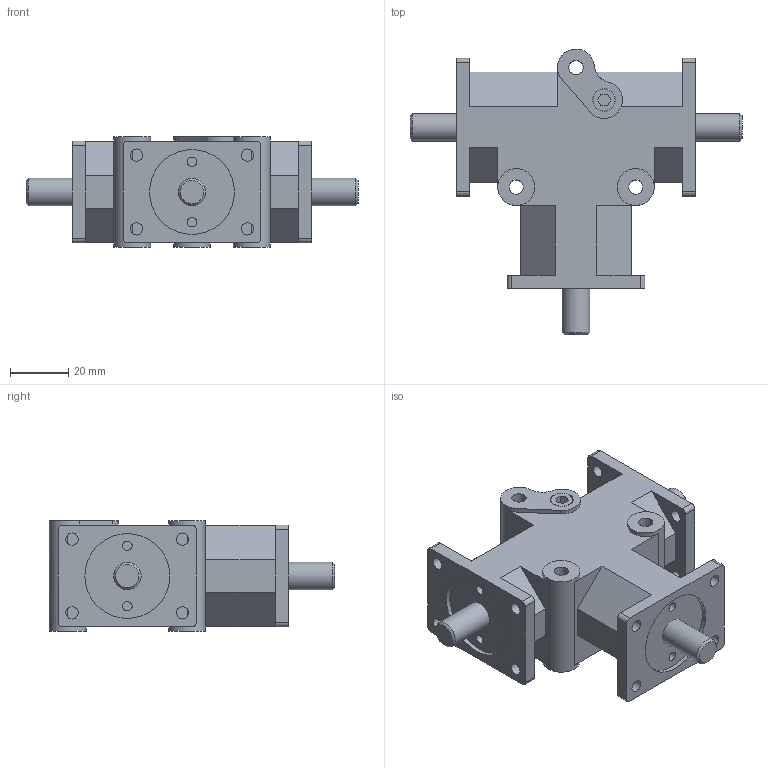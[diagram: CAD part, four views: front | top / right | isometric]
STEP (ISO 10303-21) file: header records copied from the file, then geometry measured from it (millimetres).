
FILE_DESCRIPTION(/* description */ ('!AP-203 File Generated from CADKEY 99!'),/* implementation_level */ '2;1');
FILE_NAME(/* name */ 'T061',/* time_stamp */ '2002-01-14T21:12:52-05:00',/* author */ ('CADKEY'),/* organization */ ('CADKEY Corporation'),/* preprocessor_version */ 'ST-DEVELOPER v8',/* originating_system */ 'step.cde',/* authorisation */ 'CK');
FILE_SCHEMA (('CONFIG_CONTROL_DESIGN'));
Length unit declared in the file: inch
Products named in the file (1): 1999-0203
Bounding box: 114.3 x 98.36 x 38.1 mm (x, y, z)
Volume: 151121.6 mm3; surface area: 27373.8 mm2
Topology: 1 solids, 1 shells, 118 faces, 306 edges, 204 vertices
Faces by surface type: plane 69, cylinder 45, cone 4
Full cylindrical faces by diameter (mm): 3.251 x6, 4.216 x12, 4.902 x3, 7.874 x1, 9.525 x3, 12.7 x3, 29.235 x3
Entity records: 3430 total; most frequent: CARTESIAN_POINT 572, DIRECTION 529, ORIENTED_EDGE 520, EDGE_CURVE 260, AXIS2_PLACEMENT_3D 220, EDGE_LOOP 199, FACE_BOUND 199, VERTEX_POINT 195
